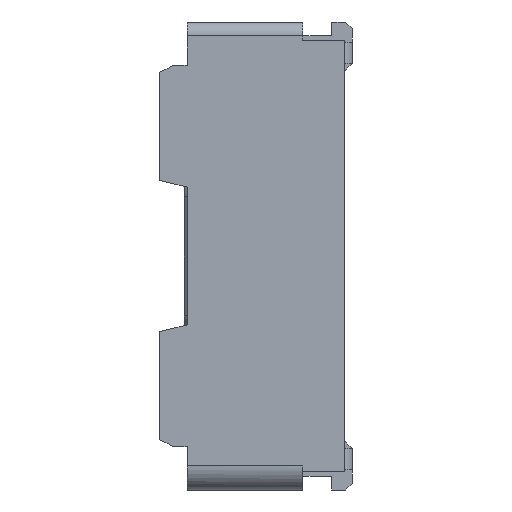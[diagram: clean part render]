
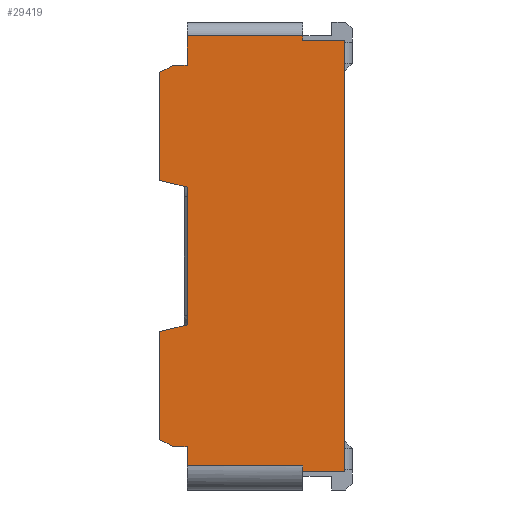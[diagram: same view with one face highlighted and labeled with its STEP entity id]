
A CAD part, left-side view. The second image highlights one B-rep face of the part: STEP entity #29419.
In plain terms, the highlighted planar face has unit normal (-1, 0, 0).
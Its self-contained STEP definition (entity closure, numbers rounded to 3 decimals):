
#209=DIRECTION('',(0.,1.,0.));
#210=VECTOR('',#209,0.1);
#211=CARTESIAN_POINT('',(-11.55,0.57,1.385));
#212=LINE('',#211,#210);
#237=DIRECTION('',(0.,0.,-1.));
#238=VECTOR('',#237,0.215);
#239=CARTESIAN_POINT('',(-11.55,0.57,1.6));
#240=LINE('',#239,#238);
#241=DIRECTION('',(0.,-1.,0.));
#242=VECTOR('',#241,0.84);
#243=CARTESIAN_POINT('',(-11.55,0.57,1.6));
#244=LINE('',#243,#242);
#245=DIRECTION('',(0.,0.,-1.));
#246=VECTOR('',#245,0.035);
#247=CARTESIAN_POINT('',(-11.55,-0.27,1.6));
#248=LINE('',#247,#246);
#249=DIRECTION('',(0.,1.,0.));
#250=VECTOR('',#249,0.3);
#251=CARTESIAN_POINT('',(-11.55,-0.57,1.565));
#252=LINE('',#251,#250);
#253=DIRECTION('',(0.,1.,0.));
#254=VECTOR('',#253,0.3);
#255=CARTESIAN_POINT('',(-11.55,-0.57,-1.565));
#256=LINE('',#255,#254);
#257=DIRECTION('',(0.,0.,-1.));
#258=VECTOR('',#257,0.04);
#259=CARTESIAN_POINT('',(-11.55,-0.27,-1.525));
#260=LINE('',#259,#258);
#261=DIRECTION('',(0.,1.,0.));
#262=VECTOR('',#261,0.84);
#263=CARTESIAN_POINT('',(-11.55,-0.27,-1.525));
#264=LINE('',#263,#262);
#265=DIRECTION('',(0.,0.,-1.));
#266=VECTOR('',#265,0.14);
#267=CARTESIAN_POINT('',(-11.55,0.57,-1.385));
#268=LINE('',#267,#266);
#269=DIRECTION('',(0.,1.,0.));
#270=VECTOR('',#269,0.1);
#271=CARTESIAN_POINT('',(-11.55,0.57,-1.385));
#272=LINE('',#271,#270);
#273=DIRECTION('',(0.,-0.894,-0.447));
#274=VECTOR('',#273,0.112);
#275=CARTESIAN_POINT('',(-11.55,0.77,-1.335));
#276=LINE('',#275,#274);
#277=DIRECTION('',(0.,0.97,-0.243));
#278=VECTOR('',#277,0.206);
#279=CARTESIAN_POINT('',(-11.55,0.57,-0.5));
#280=LINE('',#279,#278);
#281=DIRECTION('',(0.,0.,-1.));
#282=VECTOR('',#281,1.);
#283=CARTESIAN_POINT('',(-11.55,0.57,0.5));
#284=LINE('',#283,#282);
#285=DIRECTION('',(0.,-0.97,-0.243));
#286=VECTOR('',#285,0.206);
#287=CARTESIAN_POINT('',(-11.55,0.77,0.55));
#288=LINE('',#287,#286);
#289=DIRECTION('',(0.,0.894,-0.447));
#290=VECTOR('',#289,0.112);
#291=CARTESIAN_POINT('',(-11.55,0.67,1.385));
#292=LINE('',#291,#290);
#1238=DIRECTION('',(0.,0.,1.));
#1239=VECTOR('',#1238,0.785);
#1240=CARTESIAN_POINT('',(-11.55,0.77,0.55));
#1241=LINE('',#1240,#1239);
#1263=DIRECTION('',(0.,0.,1.));
#1264=VECTOR('',#1263,0.785);
#1265=CARTESIAN_POINT('',(-11.55,0.77,-1.335));
#1266=LINE('',#1265,#1264);
#3192=DIRECTION('',(0.,0.,-1.));
#3193=VECTOR('',#3192,3.13);
#3194=CARTESIAN_POINT('',(-11.55,-0.57,1.565));
#3195=LINE('',#3194,#3193);
#21926=CARTESIAN_POINT('',(-11.55,-0.57,1.565));
#21927=CARTESIAN_POINT('',(-11.55,-0.27,1.565));
#21928=VERTEX_POINT('',#21926);
#21929=VERTEX_POINT('',#21927);
#21938=CARTESIAN_POINT('',(-11.55,-0.57,-1.565));
#21939=VERTEX_POINT('',#21938);
#21948=CARTESIAN_POINT('',(-11.55,0.57,1.385));
#21950=VERTEX_POINT('',#21948);
#21952=CARTESIAN_POINT('',(-11.55,0.57,-1.385));
#21954=VERTEX_POINT('',#21952);
#22627=CARTESIAN_POINT('',(-11.55,-0.27,-1.565));
#22629=VERTEX_POINT('',#22627);
#22631=CARTESIAN_POINT('',(-11.55,-0.27,1.6));
#22633=VERTEX_POINT('',#22631);
#22634=CARTESIAN_POINT('',(-11.55,0.57,1.6));
#22635=VERTEX_POINT('',#22634);
#22639=CARTESIAN_POINT('',(-11.55,0.57,-1.525));
#22641=VERTEX_POINT('',#22639);
#22642=CARTESIAN_POINT('',(-11.55,-0.27,-1.525));
#22643=VERTEX_POINT('',#22642);
#22742=CARTESIAN_POINT('',(-11.55,0.67,1.385));
#22744=VERTEX_POINT('',#22742);
#22746=CARTESIAN_POINT('',(-11.55,0.77,1.335));
#22748=VERTEX_POINT('',#22746);
#22751=CARTESIAN_POINT('',(-11.55,0.77,-1.335));
#22753=VERTEX_POINT('',#22751);
#22755=CARTESIAN_POINT('',(-11.55,0.67,-1.385));
#22757=VERTEX_POINT('',#22755);
#22790=CARTESIAN_POINT('',(-11.55,0.77,0.55));
#22791=CARTESIAN_POINT('',(-11.55,0.57,0.5));
#22792=VERTEX_POINT('',#22790);
#22793=VERTEX_POINT('',#22791);
#22802=CARTESIAN_POINT('',(-11.55,0.57,-0.5));
#22803=CARTESIAN_POINT('',(-11.55,0.77,-0.55));
#22804=VERTEX_POINT('',#22802);
#22805=VERTEX_POINT('',#22803);
#29381=CARTESIAN_POINT('',(-11.55,0.57,1.7));
#29382=DIRECTION('',(-1.,0.,0.));
#29383=DIRECTION('',(0.,-1.,0.));
#29384=AXIS2_PLACEMENT_3D('',#29381,#29382,#29383);
#29385=PLANE('',#29384);
#29386=ORIENTED_EDGE('',*,*,#29338,.F.);
#29387=ORIENTED_EDGE('',*,*,#29174,.F.);
#29389=ORIENTED_EDGE('',*,*,#29388,.T.);
#29391=ORIENTED_EDGE('',*,*,#29390,.T.);
#29393=ORIENTED_EDGE('',*,*,#29392,.F.);
#29395=ORIENTED_EDGE('',*,*,#29394,.T.);
#29397=ORIENTED_EDGE('',*,*,#29396,.T.);
#29399=ORIENTED_EDGE('',*,*,#29398,.F.);
#29401=ORIENTED_EDGE('',*,*,#29400,.T.);
#29402=ORIENTED_EDGE('',*,*,#29197,.F.);
#29404=ORIENTED_EDGE('',*,*,#29403,.T.);
#29406=ORIENTED_EDGE('',*,*,#29405,.F.);
#29408=ORIENTED_EDGE('',*,*,#29407,.T.);
#29410=ORIENTED_EDGE('',*,*,#29409,.F.);
#29411=ORIENTED_EDGE('',*,*,#29227,.F.);
#29413=ORIENTED_EDGE('',*,*,#29412,.F.);
#29415=ORIENTED_EDGE('',*,*,#29414,.T.);
#29416=ORIENTED_EDGE('',*,*,#29372,.F.);
#29417=EDGE_LOOP('',(#29386,#29387,#29389,#29391,#29393,#29395,#29397,#29399,
#29401,#29402,#29404,#29406,#29408,#29410,#29411,#29413,#29415,#29416));
#29418=FACE_OUTER_BOUND('',#29417,.F.);
#29419=ADVANCED_FACE('',(#29418),#29385,.T.);
#29174=EDGE_CURVE('',#22635,#21950,#240,.T.);
#29197=EDGE_CURVE('',#21954,#22641,#268,.T.);
#29227=EDGE_CURVE('',#22793,#22804,#284,.T.);
#29338=EDGE_CURVE('',#21950,#22744,#212,.T.);
#29372=EDGE_CURVE('',#22744,#22748,#292,.T.);
#29388=EDGE_CURVE('',#22635,#22633,#244,.T.);
#29390=EDGE_CURVE('',#22633,#21929,#248,.T.);
#29392=EDGE_CURVE('',#21928,#21929,#252,.T.);
#29394=EDGE_CURVE('',#21928,#21939,#3195,.T.);
#29396=EDGE_CURVE('',#21939,#22629,#256,.T.);
#29398=EDGE_CURVE('',#22643,#22629,#260,.T.);
#29400=EDGE_CURVE('',#22643,#22641,#264,.T.);
#29403=EDGE_CURVE('',#21954,#22757,#272,.T.);
#29405=EDGE_CURVE('',#22753,#22757,#276,.T.);
#29407=EDGE_CURVE('',#22753,#22805,#1266,.T.);
#29409=EDGE_CURVE('',#22804,#22805,#280,.T.);
#29412=EDGE_CURVE('',#22792,#22793,#288,.T.);
#29414=EDGE_CURVE('',#22792,#22748,#1241,.T.);
